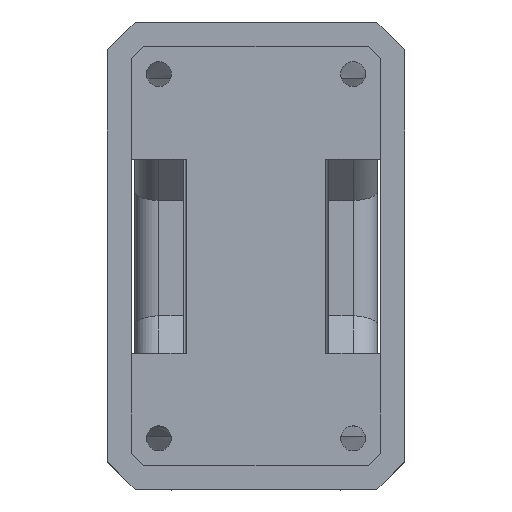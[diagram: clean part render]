
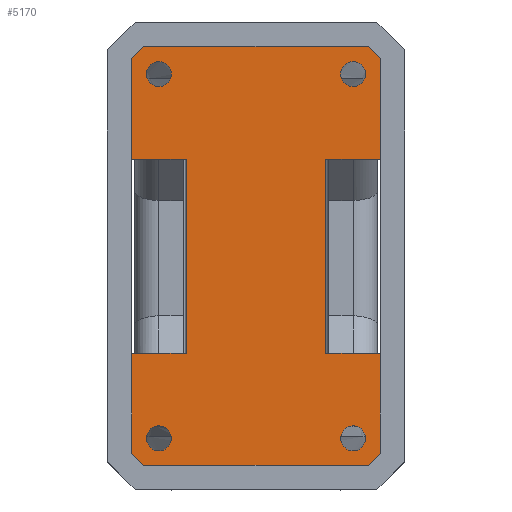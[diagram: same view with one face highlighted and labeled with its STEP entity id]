
A CAD part, top view. The second image highlights one B-rep face of the part: STEP entity #5170.
In plain terms, the highlighted planar face has unit normal (0, 0, 1).
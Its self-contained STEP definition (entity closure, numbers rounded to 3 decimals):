
#35=FACE_BOUND('',#765,.T.);
#36=FACE_BOUND('',#766,.T.);
#37=FACE_BOUND('',#767,.T.);
#38=FACE_BOUND('',#768,.T.);
#95=PLANE('',#5590);
#455=FACE_OUTER_BOUND('',#764,.T.);
#764=EDGE_LOOP('',(#3983,#3984,#3985,#3986,#3987,#3988,#3989,#3990,#3991,
#3992,#3993,#3994,#3995,#3996,#3997,#3998));
#765=EDGE_LOOP('',(#3999));
#766=EDGE_LOOP('',(#4000));
#767=EDGE_LOOP('',(#4001));
#768=EDGE_LOOP('',(#4002));
#1098=CIRCLE('',#5591,1.025);
#1099=CIRCLE('',#5592,1.025);
#1100=CIRCLE('',#5593,1.025);
#1101=CIRCLE('',#5594,1.025);
#1229=LINE('',#7544,#1633);
#1373=LINE('',#8654,#1777);
#1423=LINE('',#9216,#1827);
#1424=LINE('',#9218,#1828);
#1425=LINE('',#9220,#1829);
#1426=LINE('',#9221,#1830);
#1427=LINE('',#9223,#1831);
#1428=LINE('',#9225,#1832);
#1429=LINE('',#9227,#1833);
#1430=LINE('',#9229,#1834);
#1431=LINE('',#9231,#1835);
#1432=LINE('',#9233,#1836);
#1433=LINE('',#9234,#1837);
#1434=LINE('',#9236,#1838);
#1435=LINE('',#9238,#1839);
#1436=LINE('',#9239,#1840);
#1633=VECTOR('',#5939,10.);
#1777=VECTOR('',#6389,10.);
#1827=VECTOR('',#6533,10.);
#1828=VECTOR('',#6534,10.);
#1829=VECTOR('',#6535,10.);
#1830=VECTOR('',#6536,10.);
#1831=VECTOR('',#6537,10.);
#1832=VECTOR('',#6538,10.);
#1833=VECTOR('',#6539,10.);
#1834=VECTOR('',#6540,10.);
#1835=VECTOR('',#6541,10.);
#1836=VECTOR('',#6542,10.);
#1837=VECTOR('',#6543,10.);
#1838=VECTOR('',#6544,10.);
#1839=VECTOR('',#6545,10.);
#1840=VECTOR('',#6546,10.);
#2089=VERTEX_POINT('',#7541);
#2090=VERTEX_POINT('',#7543);
#2305=VERTEX_POINT('',#8651);
#2306=VERTEX_POINT('',#8653);
#2363=VERTEX_POINT('',#9214);
#2364=VERTEX_POINT('',#9215);
#2365=VERTEX_POINT('',#9217);
#2366=VERTEX_POINT('',#9219);
#2367=VERTEX_POINT('',#9222);
#2368=VERTEX_POINT('',#9224);
#2369=VERTEX_POINT('',#9226);
#2370=VERTEX_POINT('',#9228);
#2371=VERTEX_POINT('',#9230);
#2372=VERTEX_POINT('',#9232);
#2373=VERTEX_POINT('',#9235);
#2374=VERTEX_POINT('',#9237);
#2375=VERTEX_POINT('',#9240);
#2376=VERTEX_POINT('',#9242);
#2377=VERTEX_POINT('',#9244);
#2378=VERTEX_POINT('',#9246);
#2583=EDGE_CURVE('',#2089,#2090,#1229,.T.);
#2870=EDGE_CURVE('',#2305,#2306,#1373,.T.);
#2968=EDGE_CURVE('',#2363,#2364,#1423,.T.);
#2969=EDGE_CURVE('',#2365,#2364,#1424,.T.);
#2970=EDGE_CURVE('',#2366,#2365,#1425,.T.);
#2971=EDGE_CURVE('',#2090,#2366,#1426,.T.);
#2972=EDGE_CURVE('',#2367,#2089,#1427,.T.);
#2973=EDGE_CURVE('',#2368,#2367,#1428,.T.);
#2974=EDGE_CURVE('',#2369,#2368,#1429,.T.);
#2975=EDGE_CURVE('',#2370,#2369,#1430,.T.);
#2976=EDGE_CURVE('',#2371,#2370,#1431,.T.);
#2977=EDGE_CURVE('',#2371,#2372,#1432,.T.);
#2978=EDGE_CURVE('',#2306,#2372,#1433,.T.);
#2979=EDGE_CURVE('',#2373,#2305,#1434,.T.);
#2980=EDGE_CURVE('',#2373,#2374,#1435,.T.);
#2981=EDGE_CURVE('',#2363,#2374,#1436,.T.);
#2982=EDGE_CURVE('',#2375,#2375,#1098,.T.);
#2983=EDGE_CURVE('',#2376,#2376,#1099,.T.);
#2984=EDGE_CURVE('',#2377,#2377,#1100,.T.);
#2985=EDGE_CURVE('',#2378,#2378,#1101,.T.);
#3983=ORIENTED_EDGE('',*,*,#2968,.T.);
#3984=ORIENTED_EDGE('',*,*,#2969,.F.);
#3985=ORIENTED_EDGE('',*,*,#2970,.F.);
#3986=ORIENTED_EDGE('',*,*,#2971,.F.);
#3987=ORIENTED_EDGE('',*,*,#2583,.F.);
#3988=ORIENTED_EDGE('',*,*,#2972,.F.);
#3989=ORIENTED_EDGE('',*,*,#2973,.F.);
#3990=ORIENTED_EDGE('',*,*,#2974,.F.);
#3991=ORIENTED_EDGE('',*,*,#2975,.F.);
#3992=ORIENTED_EDGE('',*,*,#2976,.F.);
#3993=ORIENTED_EDGE('',*,*,#2977,.T.);
#3994=ORIENTED_EDGE('',*,*,#2978,.F.);
#3995=ORIENTED_EDGE('',*,*,#2870,.F.);
#3996=ORIENTED_EDGE('',*,*,#2979,.F.);
#3997=ORIENTED_EDGE('',*,*,#2980,.T.);
#3998=ORIENTED_EDGE('',*,*,#2981,.F.);
#3999=ORIENTED_EDGE('',*,*,#2982,.F.);
#4000=ORIENTED_EDGE('',*,*,#2983,.F.);
#4001=ORIENTED_EDGE('',*,*,#2984,.F.);
#4002=ORIENTED_EDGE('',*,*,#2985,.F.);
#5170=ADVANCED_FACE('',(#455,#35,#36,#37,#38),#95,.F.);
#5590=AXIS2_PLACEMENT_3D('',#9213,#6531,#6532);
#5591=AXIS2_PLACEMENT_3D('',#9241,#6547,#6548);
#5592=AXIS2_PLACEMENT_3D('',#9243,#6549,#6550);
#5593=AXIS2_PLACEMENT_3D('',#9245,#6551,#6552);
#5594=AXIS2_PLACEMENT_3D('',#9247,#6553,#6554);
#5939=DIRECTION('',(0.,-1.,0.));
#6389=DIRECTION('',(0.,1.,0.));
#6531=DIRECTION('center_axis',(0.,0.,
-1.));
#6532=DIRECTION('ref_axis',(1.,0.,0.));
#6533=DIRECTION('',(1.,0.,0.));
#6534=DIRECTION('',(-0.707,-0.707,0.));
#6535=DIRECTION('',(0.,-1.,0.));
#6536=DIRECTION('',(1.,0.,0.));
#6537=DIRECTION('',(-1.,0.,0.));
#6538=DIRECTION('',(0.,-1.,0.));
#6539=DIRECTION('',(0.707,-0.707,0.));
#6540=DIRECTION('',(1.,0.,0.));
#6541=DIRECTION('',(0.707,0.707,0.));
#6542=DIRECTION('',(0.,-1.,0.));
#6543=DIRECTION('',(-1.,0.,0.));
#6544=DIRECTION('',(1.,0.,0.));
#6545=DIRECTION('',(0.,-1.,0.));
#6546=DIRECTION('',(-0.707,0.707,0.));
#6547=DIRECTION('center_axis',(0.,0.,
1.));
#6548=DIRECTION('ref_axis',(1.,0.,0.));
#6549=DIRECTION('center_axis',(0.,0.,
1.));
#6550=DIRECTION('ref_axis',(1.,0.,0.));
#6551=DIRECTION('center_axis',(0.,0.,
1.));
#6552=DIRECTION('ref_axis',(1.,0.,0.));
#6553=DIRECTION('center_axis',(0.,0.,
1.));
#6554=DIRECTION('ref_axis',(1.,0.,0.));
#7541=CARTESIAN_POINT('',(-45.346,-145.007,-168.756));
#7543=CARTESIAN_POINT('',(-45.346,-161.007,-168.756));
#7544=CARTESIAN_POINT('',(-45.346,-141.507,-168.756));
#8651=CARTESIAN_POINT('',(-56.846,-161.007,-168.756));
#8653=CARTESIAN_POINT('',(-56.846,-145.007,-168.756));
#8654=CARTESIAN_POINT('',(-56.846,-149.507,-168.756));
#9213=CARTESIAN_POINT('Origin',(-43.096,-138.007,-168.756));
#9214=CARTESIAN_POINT('',(-60.346,-170.257,-168.756));
#9215=CARTESIAN_POINT('',(-41.846,-170.257,-168.756));
#9216=CARTESIAN_POINT('',(-61.346,-170.257,-168.756));
#9217=CARTESIAN_POINT('',(-40.846,-169.257,-168.756));
#9218=CARTESIAN_POINT('',(-33.596,-162.007,-168.756));
#9219=CARTESIAN_POINT('',(-40.846,-161.007,-168.756));
#9220=CARTESIAN_POINT('',(-40.846,-154.132,-168.756));
#9221=CARTESIAN_POINT('',(-44.221,-161.007,-168.756));
#9222=CARTESIAN_POINT('',(-40.846,-145.007,-168.756));
#9223=CARTESIAN_POINT('',(-41.971,-145.007,-168.756));
#9224=CARTESIAN_POINT('',(-40.846,-136.757,-168.756));
#9225=CARTESIAN_POINT('',(-40.846,-154.132,-168.756));
#9226=CARTESIAN_POINT('',(-41.846,-135.757,-168.756));
#9227=CARTESIAN_POINT('',(-41.596,-136.007,-168.756));
#9228=CARTESIAN_POINT('',(-60.346,-135.757,-168.756));
#9229=CARTESIAN_POINT('',(-41.971,-135.757,-168.756));
#9230=CARTESIAN_POINT('',(-61.346,-136.757,-168.756));
#9231=CARTESIAN_POINT('',(-57.096,-132.507,-168.756));
#9232=CARTESIAN_POINT('',(-61.346,-145.007,-168.756));
#9233=CARTESIAN_POINT('',(-61.346,-135.757,-168.756));
#9234=CARTESIAN_POINT('',(-49.971,-145.007,-168.756));
#9235=CARTESIAN_POINT('',(-61.346,-161.007,-168.756));
#9236=CARTESIAN_POINT('',(-52.221,-161.007,-168.756));
#9237=CARTESIAN_POINT('',(-61.346,-169.257,-168.756));
#9238=CARTESIAN_POINT('',(-61.346,-135.757,-168.756));
#9239=CARTESIAN_POINT('',(-64.096,-166.507,-168.756));
#9240=CARTESIAN_POINT('',(-60.121,-138.007,-168.756));
#9241=CARTESIAN_POINT('Origin',(-59.096,-138.007,-168.756));
#9242=CARTESIAN_POINT('',(-44.121,-168.007,-168.756));
#9243=CARTESIAN_POINT('Origin',(-43.096,-168.007,-168.756));
#9244=CARTESIAN_POINT('',(-44.121,-138.007,-168.756));
#9245=CARTESIAN_POINT('Origin',(-43.096,-138.007,-168.756));
#9246=CARTESIAN_POINT('',(-60.121,-168.007,-168.756));
#9247=CARTESIAN_POINT('Origin',(-59.096,-168.007,-168.756));
